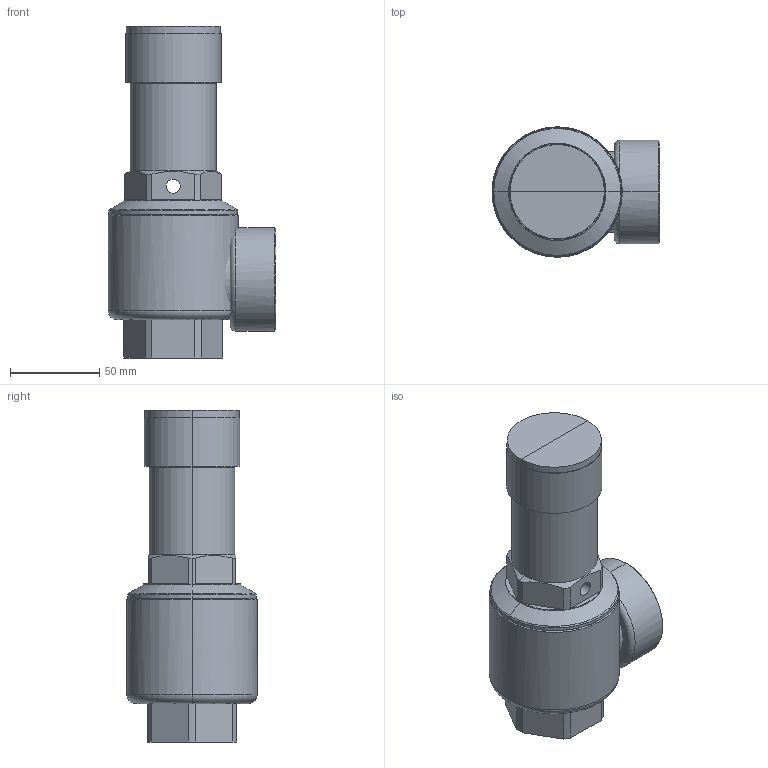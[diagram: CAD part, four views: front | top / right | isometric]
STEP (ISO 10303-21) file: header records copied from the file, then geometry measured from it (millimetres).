
FILE_DESCRIPTION(/* description */ (''),/* implementation_level */ '2;1');
FILE_NAME(/* name */ '527740 (STP).stp',/* time_stamp */ '2017-09-04T08:16:24+02:00',/* author */ ('UFFTEC'),/* organization */ (''),/* preprocessor_version */ 'ST-DEVELOPER v15.2',/* originating_system */ 'Autodesk Inventor 2014',/* authorisation */ '');
FILE_SCHEMA (('AUTOMOTIVE_DESIGN { 1 0 10303 214 3 1 1 }'));
Length unit declared in the file: millimetre
Products named in the file (4): Parte3; Parte5; Parte7; Assieme1
Bounding box: 94 x 73 x 186 mm (x, y, z)
Volume: 575972.6 mm3; surface area: 73603.1 mm2
Topology: 4 solids, 4 shells, 89 faces, 214 edges, 134 vertices
Faces by surface type: plane 45, cylinder 30, cone 8, torus 6
Entity records: 2727 total; most frequent: CARTESIAN_POINT 602, DIRECTION 438, ORIENTED_EDGE 428, EDGE_CURVE 214, AXIS2_PLACEMENT_3D 168, VERTEX_POINT 134, LINE 102, VECTOR 102
